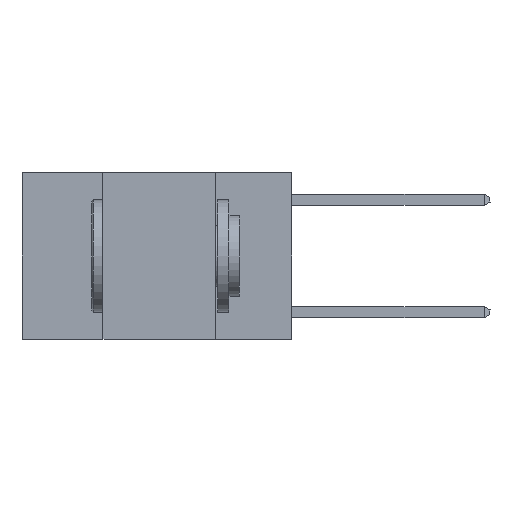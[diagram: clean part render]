
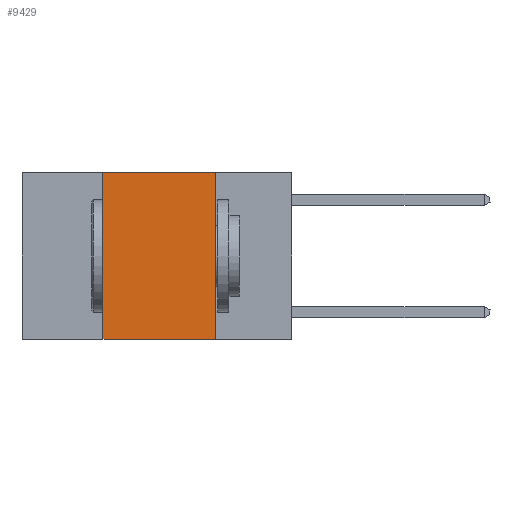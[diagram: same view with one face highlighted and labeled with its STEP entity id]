
A CAD part, left-side view. The second image highlights one B-rep face of the part: STEP entity #9429.
In plain terms, the highlighted planar face has unit normal (-1, 0, 0).
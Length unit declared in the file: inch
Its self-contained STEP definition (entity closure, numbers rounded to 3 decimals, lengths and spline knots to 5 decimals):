
#1751 = CARTESIAN_POINT ( 'NONE',  ( 0., 0.17, 0. ) ) ;
#2737 = CARTESIAN_POINT ( 'NONE',  ( 0., 0.42, 0. ) ) ;
#3119 = CARTESIAN_POINT ( 'NONE',  ( 0., 0.42, 0. ) ) ;
#3969 = ORIENTED_EDGE ( 'NONE', *, *, #4426, .F. ) ;
#4426 = EDGE_CURVE ( 'NONE', #23762, #11037, #11916, .T. ) ;
#6359 = ORIENTED_EDGE ( 'NONE', *, *, #16304, .T. ) ;
#7519 = CARTESIAN_POINT ( 'NONE',  ( 0., 0.17, -0.37 ) ) ;
#7908 = CARTESIAN_POINT ( 'NONE',  ( 0., 0.6, 0. ) ) ;
#8425 = DIRECTION ( 'NONE',  ( 1., 0., 0. ) ) ;
#9429 = ADVANCED_FACE ( 'NONE', ( #13000 ), #24507, .F. ) ;
#11037 = VERTEX_POINT ( 'NONE', #7519 ) ;
#11514 = DIRECTION ( 'NONE',  ( 0., -1., 0. ) ) ;
#11916 = LINE ( 'NONE', #20906, #16319 ) ;
#12205 = LINE ( 'NONE', #7908, #18440 ) ;
#13000 = FACE_OUTER_BOUND ( 'NONE', #14317, .T. ) ;
#14317 = EDGE_LOOP ( 'NONE', ( #3969, #23165, #22202, #6359 ) ) ;
#16233 = CARTESIAN_POINT ( 'NONE',  ( 0., 0.6, -0.37 ) ) ;
#16304 = EDGE_CURVE ( 'NONE', #18187, #11037, #27636, .T. ) ;
#16319 = VECTOR ( 'NONE', #25351, 39.37008 ) ;
#16919 = DIRECTION ( 'NONE',  ( 0., -1., 0. ) ) ;
#17565 = DIRECTION ( 'NONE',  ( 0., 0., -1. ) ) ;
#18187 = VERTEX_POINT ( 'NONE', #20008 ) ;
#18440 = VECTOR ( 'NONE', #16919, 39.37008 ) ;
#19786 = CARTESIAN_POINT ( 'NONE',  ( 0., 0.6, 0. ) ) ;
#19912 = VECTOR ( 'NONE', #11514, 39.37008 ) ;
#20008 = CARTESIAN_POINT ( 'NONE',  ( 0., 0.42, -0.37 ) ) ;
#20906 = CARTESIAN_POINT ( 'NONE',  ( 0., 0.17, 0. ) ) ;
#21078 = VECTOR ( 'NONE', #27431, 39.37008 ) ;
#22202 = ORIENTED_EDGE ( 'NONE', *, *, #22484, .F. ) ;
#22484 = EDGE_CURVE ( 'NONE', #18187, #26862, #22955, .T. ) ;
#22955 = LINE ( 'NONE', #2737, #21078 ) ;
#23165 = ORIENTED_EDGE ( 'NONE', *, *, #27334, .F. ) ;
#23762 = VERTEX_POINT ( 'NONE', #1751 ) ;
#24507 = PLANE ( 'NONE',  #25378 ) ;
#25351 = DIRECTION ( 'NONE',  ( 0., 0., -1. ) ) ;
#25378 = AXIS2_PLACEMENT_3D ( 'NONE', #19786, #8425, #17565 ) ;
#26862 = VERTEX_POINT ( 'NONE', #3119 ) ;
#27334 = EDGE_CURVE ( 'NONE', #26862, #23762, #12205, .T. ) ;
#27431 = DIRECTION ( 'NONE',  ( 0., 0., 1. ) ) ;
#27636 = LINE ( 'NONE', #16233, #19912 ) ;
